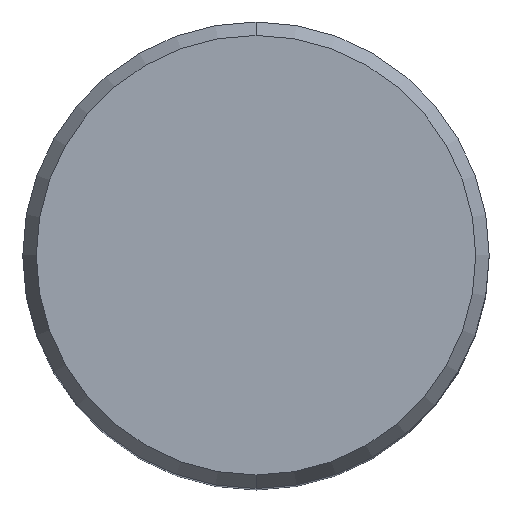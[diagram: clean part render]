
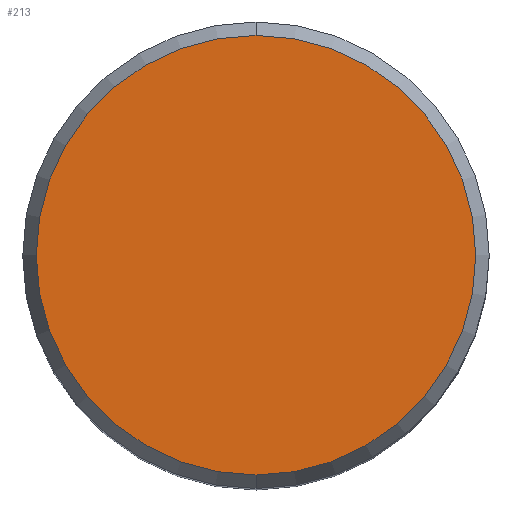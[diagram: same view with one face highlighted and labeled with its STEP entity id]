
A CAD part, top view. The second image highlights one B-rep face of the part: STEP entity #213.
In plain terms, the highlighted planar face has unit normal (0, 0, 1).
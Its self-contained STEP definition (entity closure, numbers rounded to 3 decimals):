
#213=ADVANCED_FACE('',(#515),#516,.T.);
#247=VERTEX_POINT('',#551);
#253=EDGE_CURVE('',#405,#247,#557,.T.);
#269=EDGE_CURVE('',#247,#405,#574,.T.);
#405=VERTEX_POINT('',#723);
#515=FACE_OUTER_BOUND('',#907,.T.);
#516=PLANE('',#908);
#551=CARTESIAN_POINT('',(0.0,15.076,0.0));
#557=CIRCLE('',#1024,15.076);
#574=CIRCLE('',#1047,15.076);
#723=CARTESIAN_POINT('',(0.,-15.076,0.0));
#907=EDGE_LOOP('',(#1616,#1617));
#908=AXIS2_PLACEMENT_3D('',#1618,#1619,#1620);
#1024=AXIS2_PLACEMENT_3D('',#1647,#1648,#1649);
#1047=AXIS2_PLACEMENT_3D('',#1676,#1677,#1678);
#1616=ORIENTED_EDGE('',*,*,#269,.F.);
#1617=ORIENTED_EDGE('',*,*,#253,.F.);
#1618=CARTESIAN_POINT('',(0.0,7.538,0.0));
#1619=DIRECTION('',(-0.0,0.0,1.0));
#1620=DIRECTION('',(0.0,-1.0,0.0));
#1647=CARTESIAN_POINT('',(0.0,0.0,0.0));
#1648=DIRECTION('',(0.0,0.0,-1.0));
#1649=DIRECTION('',(0.0,1.0,0.0));
#1676=CARTESIAN_POINT('',(0.0,0.0,0.0));
#1677=DIRECTION('',(0.0,0.0,-1.0));
#1678=DIRECTION('',(0.0,1.0,0.0));
